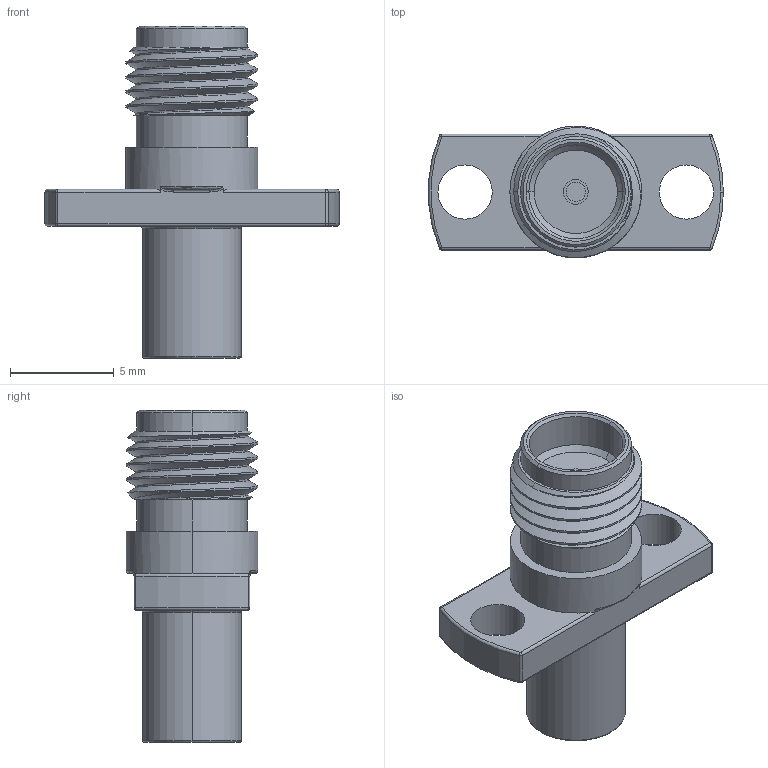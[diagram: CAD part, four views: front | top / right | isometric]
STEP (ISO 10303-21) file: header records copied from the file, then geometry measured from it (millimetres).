
FILE_DESCRIPTION (( 'STEP AP203' ), '1' );
FILE_NAME ('PE91058.step', '2018-04-24T23:50:32', ( '' ), ( '' ), 'SwSTEP 2.0', 'SolidWorks 2017', '' );
FILE_SCHEMA (( 'CONFIG_CONTROL_DESIGN' ));
Length unit declared in the file: inch
Products named in the file (1): PE91058
Bounding box: 14.2 x 6.35 x 16 mm (x, y, z)
Volume: 380.9 mm3; surface area: 621 mm2
Topology: 2 solids, 2 shells, 115 faces, 271 edges, 158 vertices
Faces by surface type: cylinder 52, plane 17, cone 17, torus 12, sphere 10, bspline 7
Entity records: 4476 total; most frequent: CARTESIAN_POINT 1857, DIRECTION 560, ORIENTED_EDGE 518, EDGE_CURVE 259, AXIS2_PLACEMENT_3D 240, VERTEX_POINT 156, CIRCLE 131, EDGE_LOOP 129
